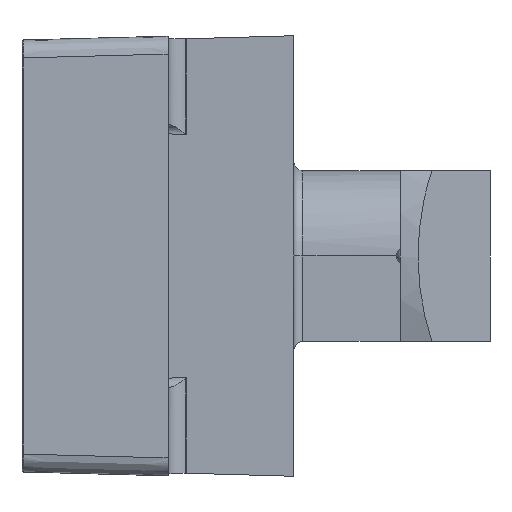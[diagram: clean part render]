
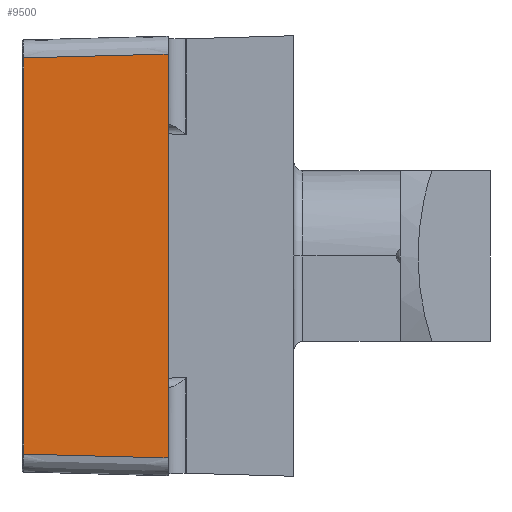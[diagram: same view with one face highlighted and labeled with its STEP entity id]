
A CAD part, left-side view. The second image highlights one B-rep face of the part: STEP entity #9500.
In plain terms, the highlighted planar face has unit normal (-1, 0, 0).
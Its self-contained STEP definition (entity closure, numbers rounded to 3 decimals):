
#216 = CARTESIAN_POINT ( 'NONE',  ( -20., 5.999, 11.198 ) ) ;
#268 = CARTESIAN_POINT ( 'NONE',  ( -20., 13.017, 11.014 ) ) ;
#417 = EDGE_CURVE ( 'NONE', #12714, #1674, #13735, .T. ) ;
#425 = ORIENTED_EDGE ( 'NONE', *, *, #5740, .T. ) ;
#435 = CARTESIAN_POINT ( 'NONE',  ( -20., 9.078, -11.117 ) ) ;
#591 = CARTESIAN_POINT ( 'NONE',  ( -20., 13.017, 11.014 ) ) ;
#654 = VERTEX_POINT ( 'NONE', #7124 ) ;
#657 = CARTESIAN_POINT ( 'NONE',  ( -20., 13.017, 10. ) ) ;
#891 = LINE ( 'NONE', #7543, #3868 ) ;
#1559 = CARTESIAN_POINT ( 'NONE',  ( -20., 5., -11.224 ) ) ;
#1670 = ORIENTED_EDGE ( 'NONE', *, *, #8081, .T. ) ;
#1674 = VERTEX_POINT ( 'NONE', #12456 ) ;
#1801 = VECTOR ( 'NONE', #2194, 1000. ) ;
#2194 = DIRECTION ( 'NONE',  ( 0., 0., -1. ) ) ;
#2677 = EDGE_CURVE ( 'NONE', #654, #1674, #4550, .T. ) ;
#2720 = CARTESIAN_POINT ( 'NONE',  ( -20., 5., 11.224 ) ) ;
#3340 = CARTESIAN_POINT ( 'NONE',  ( -20., 5., -7.287 ) ) ;
#3601 = CARTESIAN_POINT ( 'NONE',  ( -20., 6.998, 11.172 ) ) ;
#3671 = CARTESIAN_POINT ( 'NONE',  ( -20., 13.017, -11.014 ) ) ;
#3868 = VECTOR ( 'NONE', #9796, 1000. ) ;
#4468 = PLANE ( 'NONE',  #11467 ) ;
#4550 = B_SPLINE_CURVE_WITH_KNOTS ( 'NONE', 3,
 ( #3671, #11591, #13874, #7121, #435, #8244, #1559 ),
 .UNSPECIFIED., .F., .F.,
 ( 4, 3, 4 ),
 ( 0., 0.002, 0.008 ),
 .UNSPECIFIED. ) ;
#4719 = CARTESIAN_POINT ( 'NONE',  ( -20., 9.048, 11.118 ) ) ;
#5570 = DIRECTION ( 'NONE',  ( 0., -1., 0. ) ) ;
#5630 = VERTEX_POINT ( 'NONE', #6822 ) ;
#5715 = DIRECTION ( 'NONE',  ( 0., 0., -1. ) ) ;
#5735 = B_SPLINE_CURVE_WITH_KNOTS ( 'NONE', 3,
 ( #13658, #216, #3601, #11421, #4719, #12567, #5828, #13707, #6966, #268 ),
 .UNSPECIFIED., .F., .F.,
 ( 4, 3, 3, 4 ),
 ( 0.007, 0.01, 0.013, 0.015 ),
 .UNSPECIFIED. ) ;
#5740 = EDGE_CURVE ( 'NONE', #5630, #654, #8210, .T. ) ;
#5828 = CARTESIAN_POINT ( 'NONE',  ( -20., 11.152, 11.063 ) ) ;
#5937 = DIRECTION ( 'NONE',  ( 0., 0., -1. ) ) ;
#6822 = CARTESIAN_POINT ( 'NONE',  ( -20., 13.017, -10. ) ) ;
#6966 = CARTESIAN_POINT ( 'NONE',  ( -20., 12.395, 11.03 ) ) ;
#7121 = CARTESIAN_POINT ( 'NONE',  ( -20., 11.117, -11.064 ) ) ;
#7124 = CARTESIAN_POINT ( 'NONE',  ( -20., 13.017, -11.014 ) ) ;
#7384 = ORIENTED_EDGE ( 'NONE', *, *, #12620, .T. ) ;
#7543 = CARTESIAN_POINT ( 'NONE',  ( -20., 13.017, 10. ) ) ;
#8081 = EDGE_CURVE ( 'NONE', #9355, #5630, #11493, .T. ) ;
#8136 = FACE_OUTER_BOUND ( 'NONE', #13112, .T. ) ;
#8210 = LINE ( 'NONE', #10442, #14211 ) ;
#8244 = CARTESIAN_POINT ( 'NONE',  ( -20., 7.039, -11.171 ) ) ;
#8256 = VERTEX_POINT ( 'NONE', #591 ) ;
#9355 = VERTEX_POINT ( 'NONE', #657 ) ;
#9500 = ADVANCED_FACE ( 'NONE', ( #8136 ), #4468, .T. ) ;
#9754 = ORIENTED_EDGE ( 'NONE', *, *, #417, .F. ) ;
#9796 = DIRECTION ( 'NONE',  ( 0., 0., -1. ) ) ;
#10109 = ORIENTED_EDGE ( 'NONE', *, *, #2677, .T. ) ;
#10419 = EDGE_CURVE ( 'NONE', #8256, #9355, #891, .T. ) ;
#10442 = CARTESIAN_POINT ( 'NONE',  ( -20., 13.017, 10. ) ) ;
#10788 = VECTOR ( 'NONE', #5715, 1000. ) ;
#11164 = CARTESIAN_POINT ( 'NONE',  ( -20., 33.285, 10. ) ) ;
#11421 = CARTESIAN_POINT ( 'NONE',  ( -20., 7.997, 11.146 ) ) ;
#11467 = AXIS2_PLACEMENT_3D ( 'NONE', #11164, #12301, #5570 ) ;
#11493 = LINE ( 'NONE', #13587, #10788 ) ;
#11591 = CARTESIAN_POINT ( 'NONE',  ( -20., 12.384, -11.03 ) ) ;
#12301 = DIRECTION ( 'NONE',  ( -1., 0., 0. ) ) ;
#12456 = CARTESIAN_POINT ( 'NONE',  ( -20., 5., -11.224 ) ) ;
#12567 = CARTESIAN_POINT ( 'NONE',  ( -20., 10.1, 11.09 ) ) ;
#12620 = EDGE_CURVE ( 'NONE', #12714, #8256, #5735, .T. ) ;
#12714 = VERTEX_POINT ( 'NONE', #2720 ) ;
#13112 = EDGE_LOOP ( 'NONE', ( #9754, #7384, #13980, #1670, #425, #10109 ) ) ;
#13587 = CARTESIAN_POINT ( 'NONE',  ( -20., 13.017, 10. ) ) ;
#13658 = CARTESIAN_POINT ( 'NONE',  ( -20., 5., 11.224 ) ) ;
#13707 = CARTESIAN_POINT ( 'NONE',  ( -20., 11.773, 11.046 ) ) ;
#13735 = LINE ( 'NONE', #3340, #1801 ) ;
#13874 = CARTESIAN_POINT ( 'NONE',  ( -20., 11.75, -11.047 ) ) ;
#13980 = ORIENTED_EDGE ( 'NONE', *, *, #10419, .T. ) ;
#14211 = VECTOR ( 'NONE', #5937, 1000. ) ;
